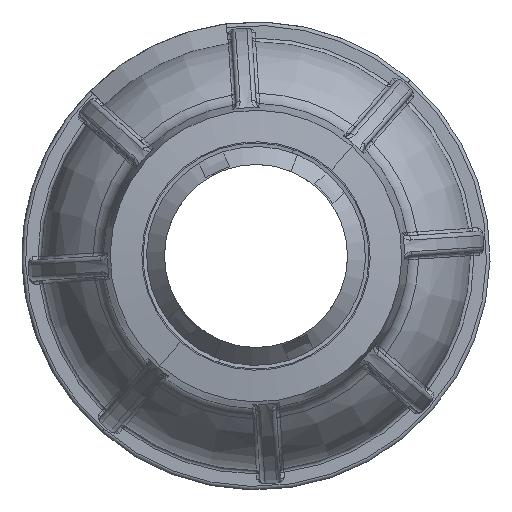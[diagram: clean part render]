
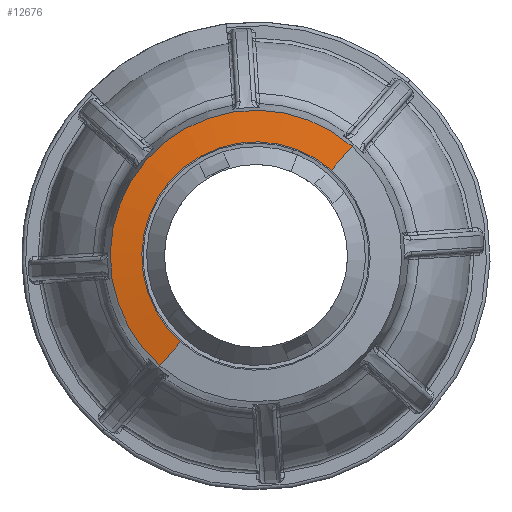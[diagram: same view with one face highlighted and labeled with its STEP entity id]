
A CAD part, left-side view. The second image highlights one B-rep face of the part: STEP entity #12676.
In plain terms, the highlighted conical face has half-angle 82 degrees and reference radius 12.78 mm.
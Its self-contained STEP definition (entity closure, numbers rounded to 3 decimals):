
#11003 = VERTEX_POINT ( 'NONE', #43876 ) ;
#11005 = VERTEX_POINT ( 'NONE', #43877 ) ;
#11044 = VERTEX_POINT ( 'NONE', #43907 ) ;
#11045 = VERTEX_POINT ( 'NONE', #43908 ) ;
#12676 = ADVANCED_FACE ( 'NONE', ( #41961 ), #46679, .T. ) ;
#13111 = EDGE_CURVE ( 'NONE', #11003, #11005, #47109, .T. ) ;
#41961 = FACE_OUTER_BOUND ( 'NONE', #64139, .T. ) ;
#43876 = CARTESIAN_POINT ( 'NONE',  ( -77.704, -96.924, -12.261 ) ) ;
#43877 = CARTESIAN_POINT ( 'NONE',  ( -77.704, -118.437, 12.261 ) ) ;
#43907 = CARTESIAN_POINT ( 'NONE',  ( -78.2, -116.108, 9.607 ) ) ;
#43908 = CARTESIAN_POINT ( 'NONE',  ( -78.2, -99.253, -9.607 ) ) ;
#45841 = CARTESIAN_POINT ( 'NONE',  ( -78.2, -107.68, 0. ) ) ;
#45842 = DIRECTION ( 'NONE',  ( 1., 0., 0. ) ) ;
#45843 = DIRECTION ( 'NONE',  ( 0., 0.659, -0.752 ) ) ;
#46679 = CONICAL_SURFACE ( 'NONE', #46680, 12.78, 1.431 ) ;
#46680 = AXIS2_PLACEMENT_3D ( 'NONE', #45841, #45842, #45843 ) ;
#47109 = CIRCLE ( 'NONE', #47111, 16.311 ) ;
#47111 = AXIS2_PLACEMENT_3D ( 'NONE', #48334, #48335, #48336 ) ;
#48334 = CARTESIAN_POINT ( 'NONE',  ( -77.704, -107.68, 0. ) ) ;
#48335 = DIRECTION ( 'NONE',  ( 1., 0., 0. ) ) ;
#48336 = DIRECTION ( 'NONE',  ( 0., -0.659, 0.752 ) ) ;
#49848 = ORIENTED_EDGE ( 'NONE', *, *, #56062, .F. ) ;
#49849 = ORIENTED_EDGE ( 'NONE', *, *, #13111, .F. ) ;
#49850 = ORIENTED_EDGE ( 'NONE', *, *, #56061, .T. ) ;
#49851 = ORIENTED_EDGE ( 'NONE', *, *, #56063, .F. ) ;
#52567 = CIRCLE ( 'NONE', #52569, 12.78 ) ;
#52568 = VECTOR ( 'NONE', #53800, 1000. ) ;
#52569 = AXIS2_PLACEMENT_3D ( 'NONE', #53801, #53802, #53803 ) ;
#52571 = VECTOR ( 'NONE', #53805, 1000. ) ;
#53799 = CARTESIAN_POINT ( 'NONE',  ( -78.2, -116.108, 9.607 ) ) ;
#53800 = DIRECTION ( 'NONE',  ( 0.139, -0.653, 0.744 ) ) ;
#53801 = CARTESIAN_POINT ( 'NONE',  ( -78.2, -107.68, 0. ) ) ;
#53802 = DIRECTION ( 'NONE',  ( -1., 0., 0. ) ) ;
#53803 = DIRECTION ( 'NONE',  ( 0., 0.659, -0.752 ) ) ;
#53804 = CARTESIAN_POINT ( 'NONE',  ( -78.2, -99.253, -9.607 ) ) ;
#53805 = DIRECTION ( 'NONE',  ( 0.139, 0.653, -0.744 ) ) ;
#54610 = LINE ( 'NONE', #53799, #52568 ) ;
#54611 = LINE ( 'NONE', #53804, #52571 ) ;
#56061 = EDGE_CURVE ( 'NONE', #11044, #11005, #54610, .T. ) ;
#56062 = EDGE_CURVE ( 'NONE', #11044, #11045, #52567, .T. ) ;
#56063 = EDGE_CURVE ( 'NONE', #11045, #11003, #54611, .T. ) ;
#64139 = EDGE_LOOP ( 'NONE', ( #49848, #49850, #49849, #49851 ) ) ;
